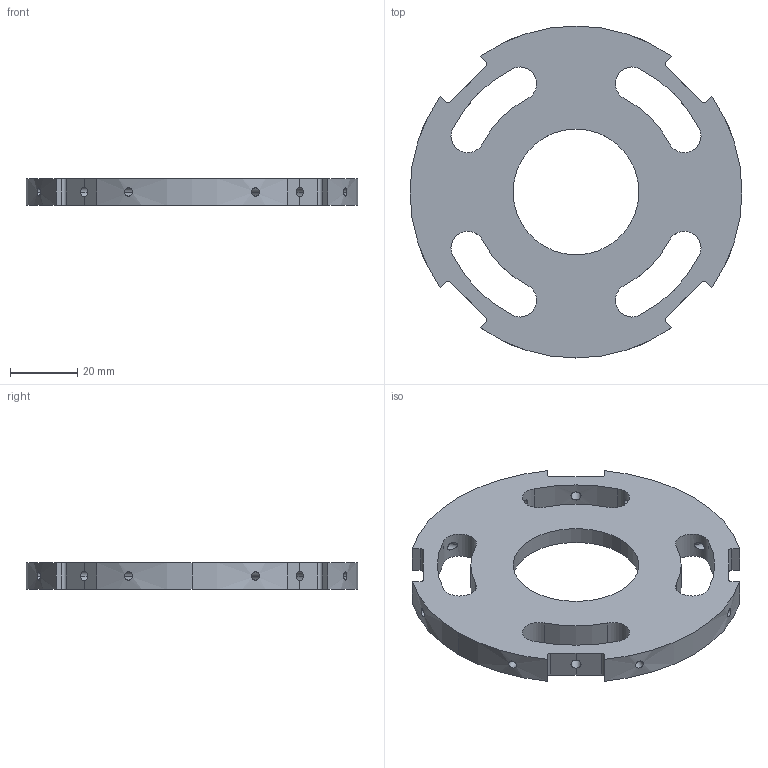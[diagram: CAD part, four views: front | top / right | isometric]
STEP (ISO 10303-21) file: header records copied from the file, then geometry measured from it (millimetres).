
FILE_DESCRIPTION(('CATIA V5 STEP Exchange'),'2;1');
FILE_NAME('Bague propu V2.stp','2021-03-11T13:03:41+00:00',('none'),('none'),'CATIA Version 5 Release 19 GA (IN-10)','CATIA V5 STEP AP203','none');
FILE_SCHEMA(('CONFIG_CONTROL_DESIGN'));
Length unit declared in the file: millimetre
Products named in the file (1): Bague propu V2
Bounding box: 99 x 99 x 8 mm (x, y, z)
Volume: 36879.2 mm3; surface area: 17073.5 mm2
Topology: 1 solids, 1 shells, 77 faces, 234 edges, 156 vertices
Faces by surface type: cylinder 58, plane 19
Entity records: 2979 total; most frequent: CARTESIAN_POINT 973, ORIENTED_EDGE 468, DIRECTION 286, EDGE_CURVE 234, VERTEX_POINT 156, AXIS2_PLACEMENT_3D 131, VECTOR 110, LINE 110
